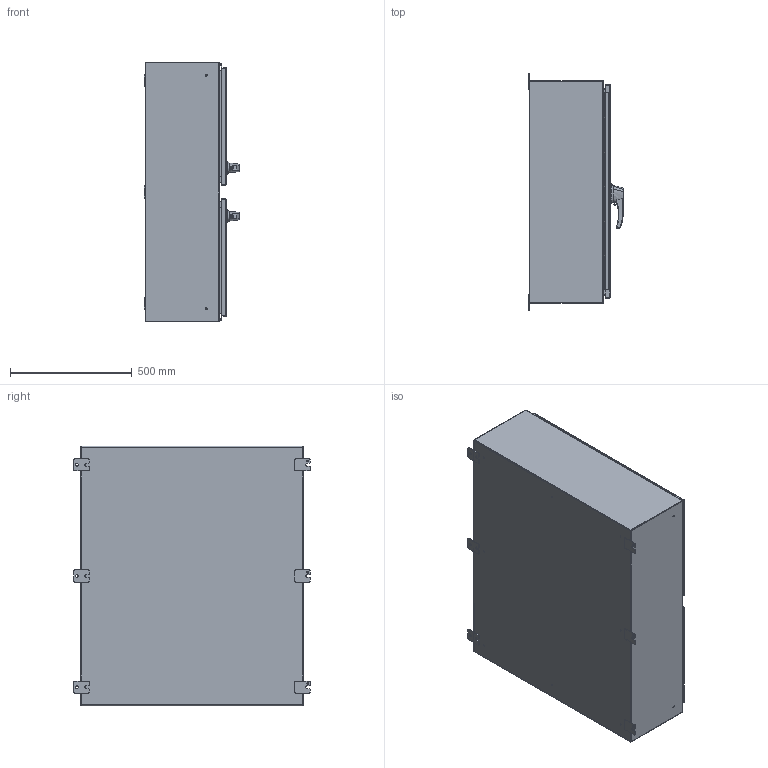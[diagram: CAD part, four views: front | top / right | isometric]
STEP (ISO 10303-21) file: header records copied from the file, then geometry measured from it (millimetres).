
FILE_DESCRIPTION (( 'STEP AP214' ), '1' );
FILE_NAME ('HN4WM364212S16.STEP', '2019-08-27T20:05:04', ( '' ), ( '' ), 'SwSTEP 2.0', 'SolidWorks 2018', '' );
FILE_SCHEMA (( 'AUTOMOTIVE_DESIGN' ));
Length unit declared in the file: inch
Products named in the file (1): HN4WM364212S16
Bounding box: 391.8 x 971.55 x 1066.8 mm (x, y, z)
Volume: 11805178.3 mm3; surface area: 9734913.5 mm2
Topology: 114 solids, 116 shells, 2960 faces, 7599 edges, 4922 vertices
Faces by surface type: plane 1395, cylinder 1297, bspline 136, cone 132
Entity records: 141282 total; most frequent: CARTESIAN_POINT 28966, ORIENTED_EDGE 15170, DIRECTION 15119, EDGE_CURVE 7585, AXIS2_PLACEMENT_3D 5475, VERTEX_POINT 4922, VECTOR 4169, LINE 4169
